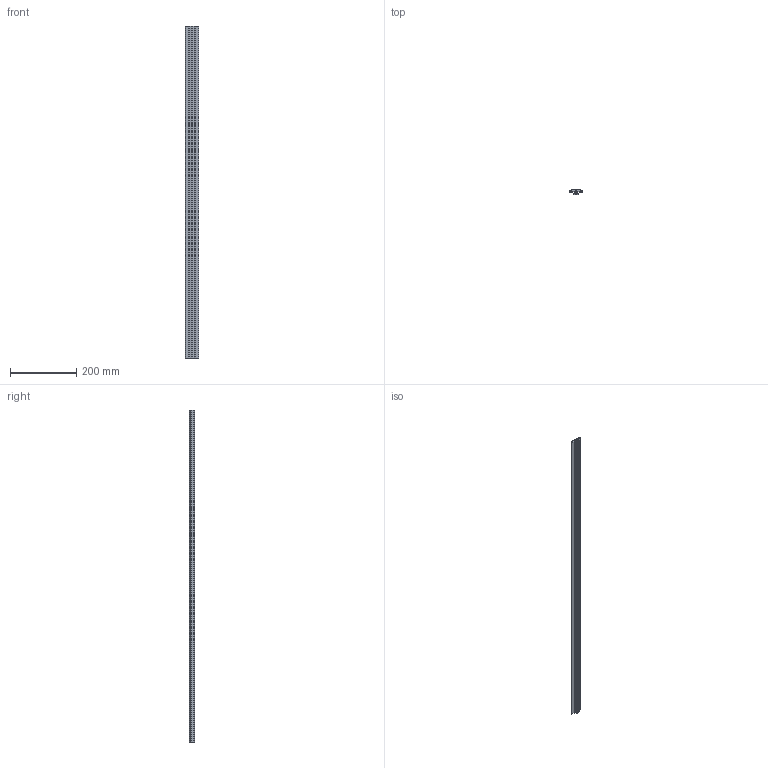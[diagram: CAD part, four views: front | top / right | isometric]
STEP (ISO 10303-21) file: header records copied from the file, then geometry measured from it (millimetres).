
FILE_DESCRIPTION(/* description */ ('KriTec Abdeckprofil 10 39x5 EPDM schwarz'),/* implementation_level */ '2;1');
FILE_NAME(/* name */ '80025 KriTec Abdeckprofil 10 39x5 EPDM schwarz.stp',/* time_stamp */ '2019-08-23T14:39:26+02:00',/* author */ ('Nell'),/* organization */ (''),/* preprocessor_version */ 'ST-DEVELOPER v17',/* originating_system */ 'Autodesk Inventor 2018',/* authorisation */ '');
FILE_SCHEMA (('AUTOMOTIVE_DESIGN { 1 0 10303 214 3 1 1 }'));
Length unit declared in the file: millimetre
Products named in the file (1): 80025-1000
Bounding box: 40 x 15.08 x 1000 mm (x, y, z)
Volume: 238639 mm3; surface area: 160810.6 mm2
Topology: 1 solids, 1 shells, 134 faces, 396 edges, 264 vertices
Faces by surface type: plane 68, cylinder 65, bspline 1
Entity records: 4568 total; most frequent: CARTESIAN_POINT 820, ORIENTED_EDGE 792, DIRECTION 792, EDGE_CURVE 396, LINE 264, VECTOR 264, VERTEX_POINT 264, AXIS2_PLACEMENT_3D 264
